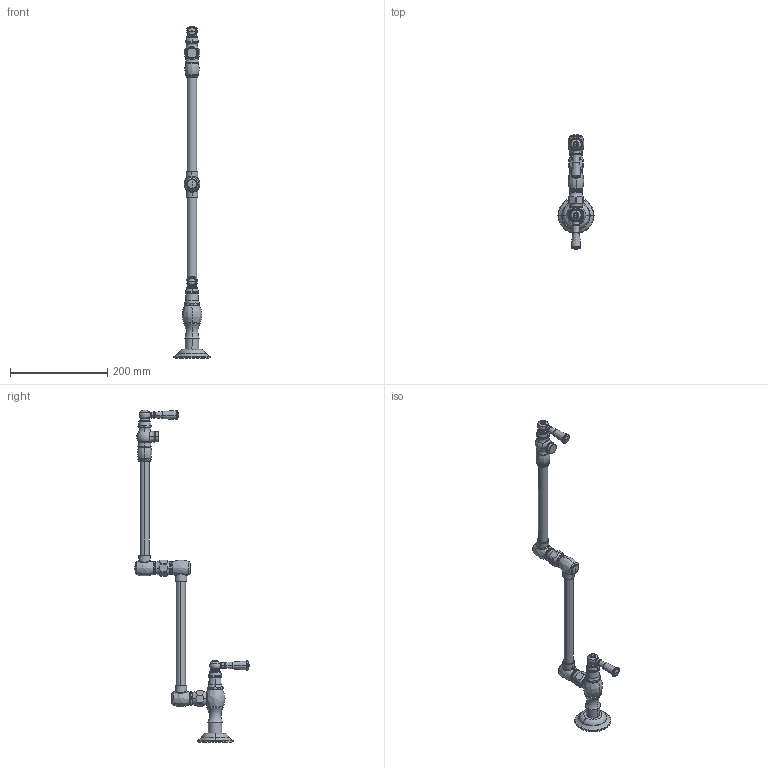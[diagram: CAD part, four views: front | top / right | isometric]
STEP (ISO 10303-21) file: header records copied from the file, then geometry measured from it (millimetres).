
FILE_DESCRIPTION((''),'2;1');
FILE_NAME('2470-5503','2020-12-01T11:17:12',('jinson.thomas'),(''),'CREO PARAMETRIC BY PTC INC, 2018400','CREO PARAMETRIC BY PTC INC, 2018400','');
FILE_SCHEMA(('CONFIG_CONTROL_DESIGN'));
Length unit declared in the file: inch
Products named in the file (1): 2470-5503
Bounding box: 74.17 x 234.96 x 682.97 mm (x, y, z)
Volume: 489796.2 mm3; surface area: 88034.9 mm2
Topology: 1 solids, 1 shells, 351 faces, 771 edges, 450 vertices
Faces by surface type: torus 145, plane 64, bspline 62, cylinder 58, cone 13, sphere 5, revolution 4
Entity records: 12904 total; most frequent: CARTESIAN_POINT 5139, DIRECTION 1826, ORIENTED_EDGE 1530, AXIS2_PLACEMENT_3D 861, EDGE_CURVE 765, CIRCLE 576, VERTEX_POINT 450, EDGE_LOOP 385
